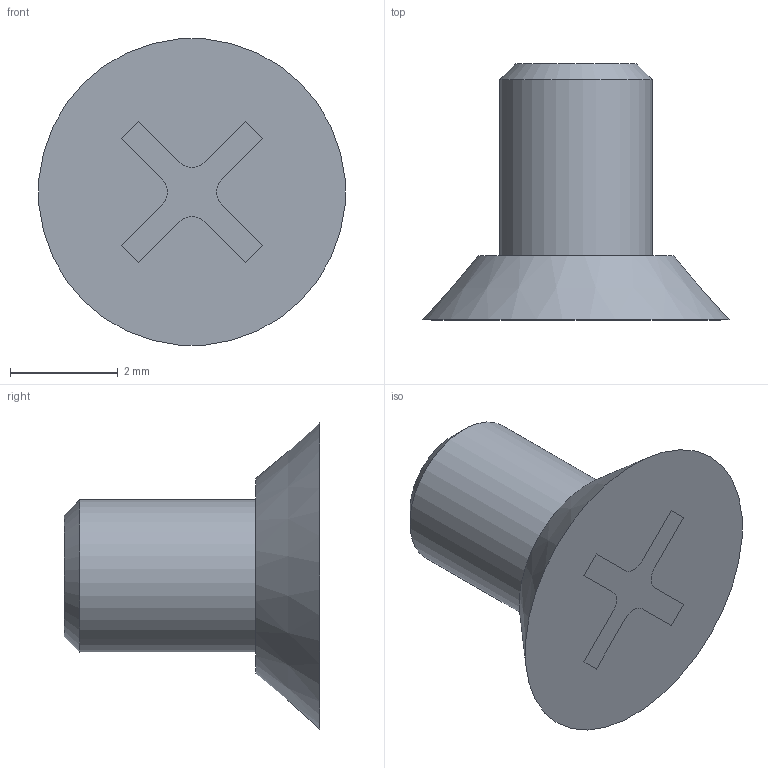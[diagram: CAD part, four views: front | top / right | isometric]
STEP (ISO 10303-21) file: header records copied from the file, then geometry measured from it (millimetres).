
FILE_DESCRIPTION(/* description */ (''),/* implementation_level */ '2;1');
FILE_NAME(/* name */ '342-0043-000',/* time_stamp */ '2000-02-03T11:25:52-06:00',/* author */ (''),/* organization */ (''),/* preprocessor_version */ 'ST-DEVELOPER 1.6',/* originating_system */ 'UNIGRAPHICS SOLUTIONS - UNIGRAPHICS 15.0',/* authorisation */ '');
FILE_SCHEMA (('CONFIG_CONTROL_DESIGN'));
Length unit declared in the file: inch
Products named in the file (1): 342-0043-000
Bounding box: 5.69 x 4.76 x 5.69 mm (x, y, z)
Volume: 82.2 mm3; surface area: 195.5 mm2
Topology: 2 solids, 2 shells, 29 faces, 68 edges, 46 vertices
Faces by surface type: plane 19, cylinder 6, cone 4
Full cylindrical faces by diameter (mm): 2.845 x2
Entity records: 864 total; most frequent: DIRECTION 144, CARTESIAN_POINT 130, ORIENTED_EDGE 116, EDGE_CURVE 58, AXIS2_PLACEMENT_3D 56, VERTEX_POINT 42, EDGE_LOOP 38, FACE_BOUND 38
